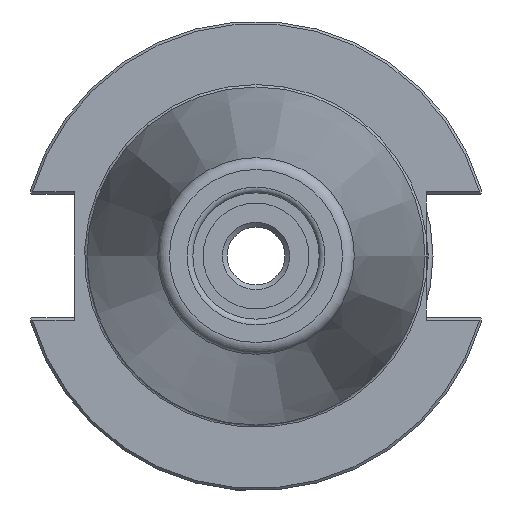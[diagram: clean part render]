
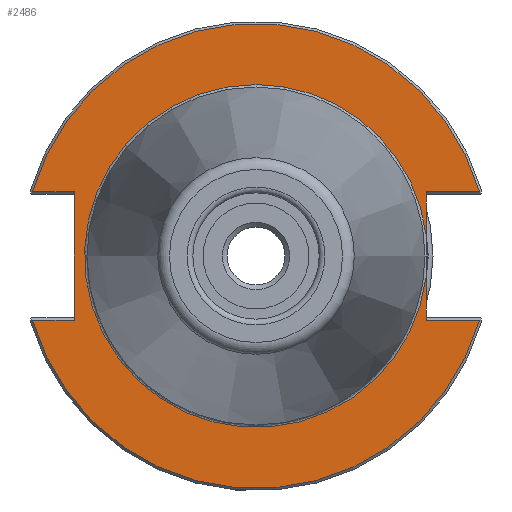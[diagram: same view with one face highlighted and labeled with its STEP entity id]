
A CAD part, left-side view. The second image highlights one B-rep face of the part: STEP entity #2486.
In plain terms, the highlighted planar face has unit normal (-1, 0, 0).
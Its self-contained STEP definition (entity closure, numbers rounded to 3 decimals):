
#116=PLANE('',#2664);
#179=CIRCLE('',#2662,48.249);
#181=CIRCLE('',#2665,35.579);
#182=CIRCLE('',#2666,35.579);
#183=CIRCLE('',#2667,48.249);
#412=FACE_OUTER_BOUND('',#546,.T.);
#546=EDGE_LOOP('',(#1753,#1754,#1755,#1756,#1757,#1758,#1759,#1760,#1761,
#1762,#1763));
#710=LINE('',#4118,#836);
#713=LINE('',#4177,#839);
#714=LINE('',#4183,#840);
#715=LINE('',#4185,#841);
#716=LINE('',#4189,#842);
#717=LINE('',#4191,#843);
#718=LINE('',#4192,#844);
#836=VECTOR('',#3073,10.);
#839=VECTOR('',#3092,10.);
#840=VECTOR('',#3097,10.);
#841=VECTOR('',#3098,10.);
#842=VECTOR('',#3101,10.);
#843=VECTOR('',#3102,10.);
#844=VECTOR('',#3103,10.);
#1011=VERTEX_POINT('',#4115);
#1012=VERTEX_POINT('',#4117);
#1020=VERTEX_POINT('',#4164);
#1023=VERTEX_POINT('',#4176);
#1024=VERTEX_POINT('',#4178);
#1025=VERTEX_POINT('',#4180);
#1026=VERTEX_POINT('',#4182);
#1027=VERTEX_POINT('',#4184);
#1028=VERTEX_POINT('',#4186);
#1029=VERTEX_POINT('',#4188);
#1030=VERTEX_POINT('',#4190);
#1307=EDGE_CURVE('',#1011,#1012,#710,.T.);
#1319=EDGE_CURVE('',#1012,#1020,#179,.T.);
#1323=EDGE_CURVE('',#1011,#1023,#713,.T.);
#1324=EDGE_CURVE('',#1023,#1024,#181,.T.);
#1325=EDGE_CURVE('',#1024,#1025,#182,.T.);
#1326=EDGE_CURVE('',#1025,#1026,#714,.T.);
#1327=EDGE_CURVE('',#1027,#1026,#715,.T.);
#1328=EDGE_CURVE('',#1028,#1027,#183,.T.);
#1329=EDGE_CURVE('',#1029,#1028,#716,.T.);
#1330=EDGE_CURVE('',#1029,#1030,#717,.T.);
#1331=EDGE_CURVE('',#1020,#1030,#718,.T.);
#1753=ORIENTED_EDGE('',*,*,#1307,.F.);
#1754=ORIENTED_EDGE('',*,*,#1323,.T.);
#1755=ORIENTED_EDGE('',*,*,#1324,.T.);
#1756=ORIENTED_EDGE('',*,*,#1325,.T.);
#1757=ORIENTED_EDGE('',*,*,#1326,.T.);
#1758=ORIENTED_EDGE('',*,*,#1327,.F.);
#1759=ORIENTED_EDGE('',*,*,#1328,.F.);
#1760=ORIENTED_EDGE('',*,*,#1329,.F.);
#1761=ORIENTED_EDGE('',*,*,#1330,.T.);
#1762=ORIENTED_EDGE('',*,*,#1331,.F.);
#1763=ORIENTED_EDGE('',*,*,#1319,.F.);
#2486=ADVANCED_FACE('',(#412),#116,.T.);
#2662=AXIS2_PLACEMENT_3D('',#4165,#3086,#3087);
#2664=AXIS2_PLACEMENT_3D('',#4175,#3090,#3091);
#2665=AXIS2_PLACEMENT_3D('',#4179,#3093,#3094);
#2666=AXIS2_PLACEMENT_3D('',#4181,#3095,#3096);
#2667=AXIS2_PLACEMENT_3D('',#4187,#3099,#3100);
#3073=DIRECTION('',(0.,-1.,0.));
#3086=DIRECTION('center_axis',(1.,0.,0.));
#3087=DIRECTION('ref_axis',(0.,0.,-1.));
#3090=DIRECTION('center_axis',(-1.,0.,0.));
#3091=DIRECTION('ref_axis',(0.,0.,1.));
#3092=DIRECTION('',(0.,0.,1.));
#3093=DIRECTION('center_axis',(1.,0.,0.));
#3094=DIRECTION('ref_axis',(0.,0.,-1.));
#3095=DIRECTION('center_axis',(1.,0.,0.));
#3096=DIRECTION('ref_axis',(0.,0.,-1.));
#3097=DIRECTION('',(0.,0.,1.));
#3098=DIRECTION('',(0.,1.,0.));
#3099=DIRECTION('center_axis',(1.,0.,0.));
#3100=DIRECTION('ref_axis',(0.,0.,-1.));
#3101=DIRECTION('',(0.,1.,0.));
#3102=DIRECTION('',(0.,0.,-1.));
#3103=DIRECTION('',(0.,-1.,0.));
#4115=CARTESIAN_POINT('',(1.5,-35.3,-13.325));
#4117=CARTESIAN_POINT('',(1.5,-46.373,-13.325));
#4118=CARTESIAN_POINT('',(1.5,-13.707,-13.325));
#4164=CARTESIAN_POINT('',(1.5,46.373,-13.325));
#4165=CARTESIAN_POINT('Origin',(1.5,0.,0.));
#4175=CARTESIAN_POINT('Origin',(1.5,48.249,0.));
#4176=CARTESIAN_POINT('',(1.5,-35.3,-4.449));
#4177=CARTESIAN_POINT('',(1.5,-35.3,-6.413));
#4178=CARTESIAN_POINT('',(1.5,0.,35.579));
#4179=CARTESIAN_POINT('Origin',(1.5,0.,0.));
#4180=CARTESIAN_POINT('',(1.5,-35.3,4.449));
#4181=CARTESIAN_POINT('Origin',(1.5,0.,0.));
#4182=CARTESIAN_POINT('',(1.5,-35.3,13.325));
#4183=CARTESIAN_POINT('',(1.5,-35.3,-6.413));
#4184=CARTESIAN_POINT('',(1.5,-46.373,13.325));
#4185=CARTESIAN_POINT('',(1.5,6.475,13.325));
#4186=CARTESIAN_POINT('',(1.5,46.373,13.325));
#4187=CARTESIAN_POINT('Origin',(1.5,0.,0.));
#4188=CARTESIAN_POINT('',(1.5,37.7,13.325));
#4189=CARTESIAN_POINT('',(1.5,61.395,13.325));
#4190=CARTESIAN_POINT('',(1.5,37.7,-13.325));
#4191=CARTESIAN_POINT('',(1.5,37.7,6.413));
#4192=CARTESIAN_POINT('',(1.5,42.975,-13.325));
